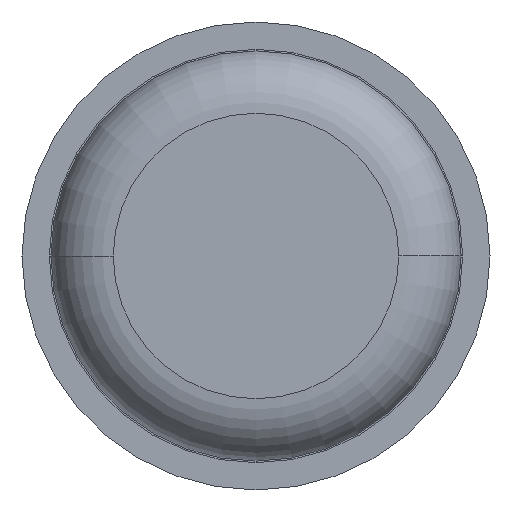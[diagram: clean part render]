
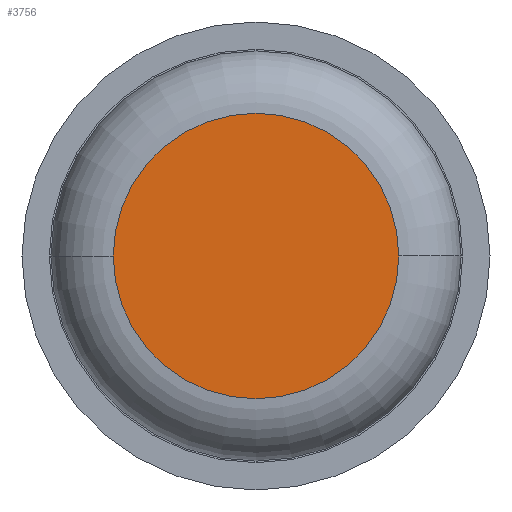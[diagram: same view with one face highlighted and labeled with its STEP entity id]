
A CAD part, front view. The second image highlights one B-rep face of the part: STEP entity #3756.
In plain terms, the highlighted planar face has unit normal (0, -1, 0).
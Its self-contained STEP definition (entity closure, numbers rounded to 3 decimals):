
#15 = FACE_OUTER_BOUND ( 'NONE', #1561, .T. ) ;
#151 = CIRCLE ( 'NONE', #838, 0.915 ) ;
#158 = DIRECTION ( 'NONE',  ( 0., -1., 0. ) ) ;
#192 = CARTESIAN_POINT ( 'NONE',  ( 0., 0., 0. ) ) ;
#311 = CARTESIAN_POINT ( 'NONE',  ( 0., 0., 0. ) ) ;
#511 = DIRECTION ( 'NONE',  ( 0., 1., 0. ) ) ;
#513 = EDGE_CURVE ( 'Defeature ausgef�hrt1_6+Defeature ausgef�hrt1_7+Defeature ausgef�hrt1_7+Defeature ausgef�hrt1_7', #760, #1161, #2017, .T. ) ;
#561 = AXIS2_PLACEMENT_3D ( 'NONE', #311, #3888, #946 ) ;
#760 = VERTEX_POINT ( 'NONE', #3531 ) ;
#838 = AXIS2_PLACEMENT_3D ( 'NONE', #1389, #158, #2395 ) ;
#946 = DIRECTION ( 'NONE',  ( -1., 0., 0. ) ) ;
#1161 = VERTEX_POINT ( 'NONE', #2819 ) ;
#1202 = PLANE ( 'NONE',  #3599 ) ;
#1389 = CARTESIAN_POINT ( 'NONE',  ( 0., 0., 0. ) ) ;
#1561 = EDGE_LOOP ( 'NONE', ( #3406, #4134 ) ) ;
#2017 = CIRCLE ( 'NONE', #561, 0.915 ) ;
#2119 = EDGE_CURVE ( 'Defeature ausgef�hrt1_6+Defeature ausgef�hrt1_7+Defeature ausgef�hrt1_7+Defeature ausgef�hrt1_7', #1161, #760, #151, .T. ) ;
#2395 = DIRECTION ( 'NONE',  ( -1., 0., 0. ) ) ;
#2819 = CARTESIAN_POINT ( 'NONE',  ( 0.915, 0., 0. ) ) ;
#3088 = DIRECTION ( 'NONE',  ( -1., 0., 0. ) ) ;
#3406 = ORIENTED_EDGE ( 'NONE', *, *, #513, .T. ) ;
#3531 = CARTESIAN_POINT ( 'NONE',  ( -0.915, 0., 0. ) ) ;
#3599 = AXIS2_PLACEMENT_3D ( 'NONE', #192, #511, #3088 ) ;
#3756 = ADVANCED_FACE ( 'Defeature ausgef�hrt1_6', ( #15 ), #1202, .F. ) ;
#3888 = DIRECTION ( 'NONE',  ( 0., -1., 0. ) ) ;
#4134 = ORIENTED_EDGE ( 'NONE', *, *, #2119, .T. ) ;
